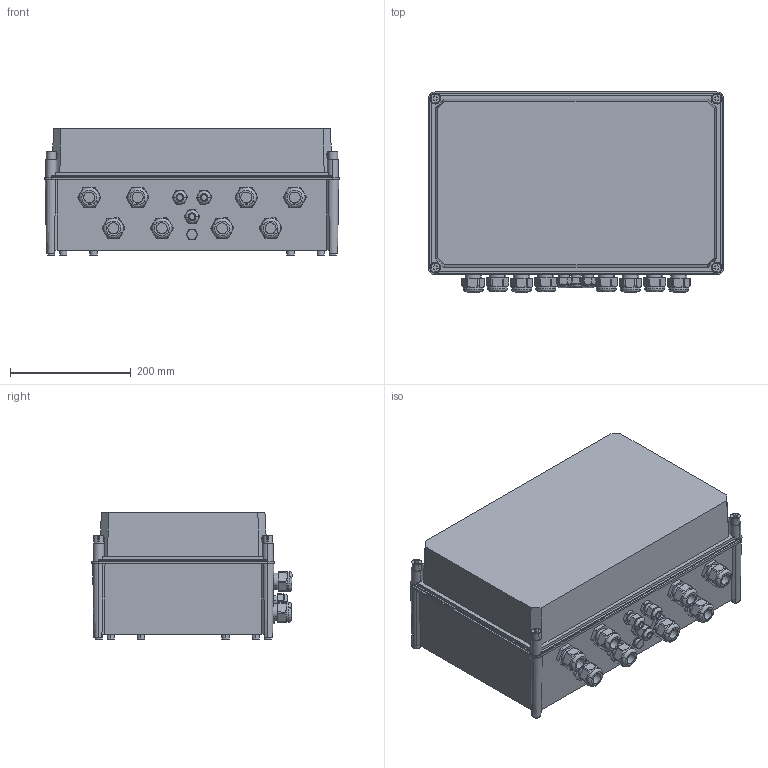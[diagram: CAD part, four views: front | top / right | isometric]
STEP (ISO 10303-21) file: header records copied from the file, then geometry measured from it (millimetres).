
FILE_DESCRIPTION(('CATIA V5 STEP Exchange','CAx-IF Rec.Pracs.--- Model Styling and Organization---1.4--- 2014-01-23'),'2;1');
FILE_NAME ('D1427920_1', '2020-06-22T11:32:18+00:00', ('none'), ('Weidmueller'), 'CATIA Version 5-6 Release 2016 SP3 HF44', 'CATIA V5 STEP AP214', 'none');
FILE_SCHEMA(('AUTOMOTIVE_DESIGN { 1 0 10303 214 1 1 1 1 }'));
Length unit declared in the file: millimetre
Products named in the file (1): S3D_PVN1_M1_I6_SX_CG
Bounding box: 488 x 331.13 x 209.16 mm (x, y, z)
Volume: 26751055.6 mm3; surface area: 1016023.5 mm2
Topology: 18 solids, 18 shells, 918 faces, 2879 edges, 2061 vertices
Faces by surface type: plane 426, cylinder 366, cone 100, torus 20, bspline 6
Entity records: 35473 total; most frequent: CARTESIAN_POINT 10578, ORIENTED_EDGE 5746, DIRECTION 3699, EDGE_CURVE 2873, VERTEX_POINT 2061, AXIS2_PLACEMENT_3D 1709, VECTOR 1281, LINE 1281
